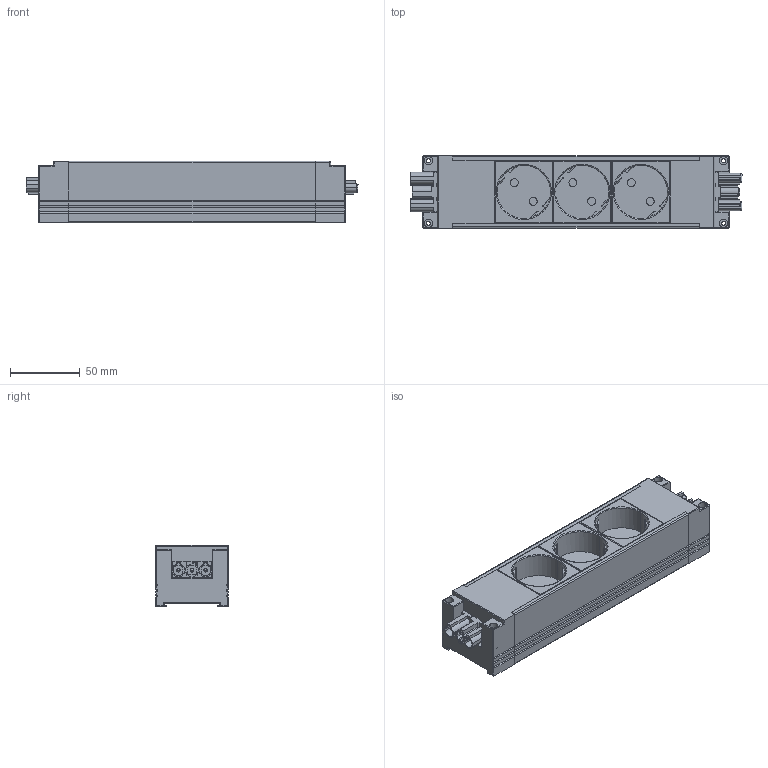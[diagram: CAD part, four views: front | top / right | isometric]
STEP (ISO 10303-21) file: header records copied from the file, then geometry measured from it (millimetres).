
FILE_DESCRIPTION (( 'STEP AP214' ), '1' );
FILE_NAME ('6530550', '2019-01-31T12:11:40', ( '' ), ('JUGARD+KÜNSTNER GmbH'), 'SwSTEP 2.0', 'SolidWorks 2017', '' );
FILE_SCHEMA (( 'AUTOMOTIVE_DESIGN' ));
Length unit declared in the file: millimetre
Products named in the file (1): 6530550_CNAJF00
Bounding box: 238.4 x 52 x 44 mm (x, y, z)
Volume: 312675.6 mm3; surface area: 126844.7 mm2
Topology: 1 solids, 3 shells, 593 faces, 1609 edges, 989 vertices
Faces by surface type: plane 296, cylinder 230, bspline 60, cone 7
Entity records: 21382 total; most frequent: CARTESIAN_POINT 6042, ORIENTED_EDGE 3158, DIRECTION 2977, EDGE_CURVE 1579, LINE 1029, VECTOR 1029, VERTEX_POINT 989, AXIS2_PLACEMENT_3D 974
